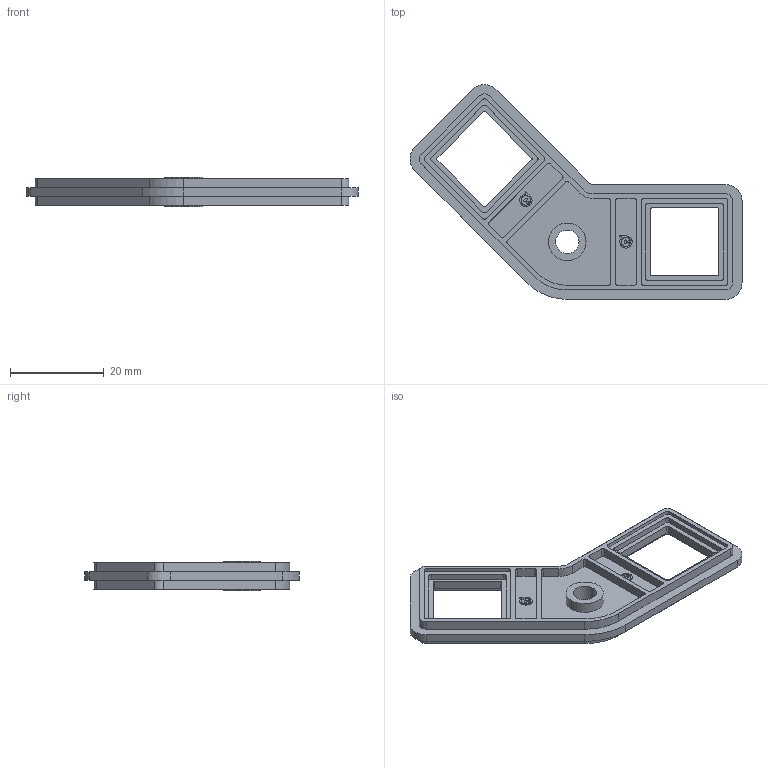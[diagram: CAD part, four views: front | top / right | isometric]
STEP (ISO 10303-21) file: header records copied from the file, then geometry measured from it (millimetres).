
FILE_DESCRIPTION (( 'STEP AP214' ), '1' );
FILE_NAME ('750-0999-113 Rev1.STEP', '2022-10-26T23:55:59', ( '' ), ( '' ), 'SwSTEP 2.0', 'SolidWorks 2021', '' );
FILE_SCHEMA (( 'AUTOMOTIVE_DESIGN' ));
Length unit declared in the file: millimetre
Products named in the file (1): 750-0999-113 Rev1
Bounding box: 70.79 x 45.79 x 6.25 mm (x, y, z)
Volume: 3891.3 mm3; surface area: 5410.7 mm2
Topology: 1 solids, 1 shells, 822 faces, 2358 edges, 1572 vertices
Faces by surface type: plane 730, cylinder 92
Entity records: 26532 total; most frequent: CARTESIAN_POINT 4753, ORIENTED_EDGE 4716, DIRECTION 4188, EDGE_CURVE 2358, LINE 2174, VECTOR 2174, VERTEX_POINT 1572, AXIS2_PLACEMENT_3D 1007
